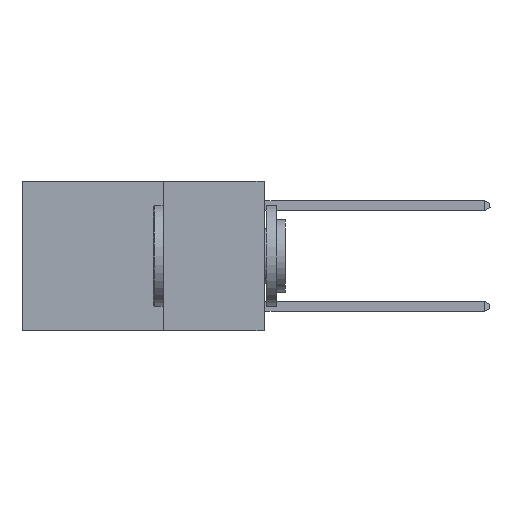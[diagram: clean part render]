
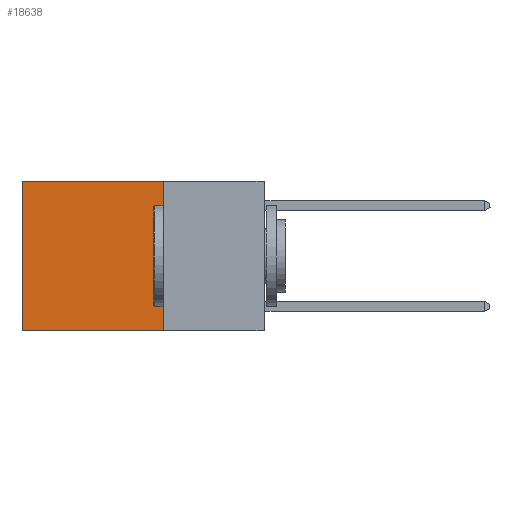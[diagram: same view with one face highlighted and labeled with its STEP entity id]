
A CAD part, left-side view. The second image highlights one B-rep face of the part: STEP entity #18638.
In plain terms, the highlighted planar face has unit normal (-1, 0, 0).
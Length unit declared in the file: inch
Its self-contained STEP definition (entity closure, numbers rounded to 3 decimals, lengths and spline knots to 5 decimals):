
#597 = EDGE_CURVE ( 'NONE', #17443, #9061, #8181, .T. ) ;
#756 = DIRECTION ( 'NONE',  ( 0., 0., -1. ) ) ;
#1152 = VERTEX_POINT ( 'NONE', #17049 ) ;
#1947 = VERTEX_POINT ( 'NONE', #6061 ) ;
#2398 = VECTOR ( 'NONE', #17277, 39.37008 ) ;
#2598 = LINE ( 'NONE', #5000, #3741 ) ;
#3741 = VECTOR ( 'NONE', #756, 39.37008 ) ;
#3767 = CARTESIAN_POINT ( 'NONE',  ( 0.2625, 0.25, 0. ) ) ;
#5000 = CARTESIAN_POINT ( 'NONE',  ( 0.2625, 0.6, 0. ) ) ;
#6056 = DIRECTION ( 'NONE',  ( 0., 0., -1. ) ) ;
#6061 = CARTESIAN_POINT ( 'NONE',  ( 0.2625, 0.6, 0. ) ) ;
#6379 = CARTESIAN_POINT ( 'NONE',  ( 0.2625, 0.25, 0. ) ) ;
#6600 = EDGE_CURVE ( 'NONE', #17443, #1947, #22191, .T. ) ;
#8181 = LINE ( 'NONE', #3767, #13864 ) ;
#8655 = LINE ( 'NONE', #10648, #2398 ) ;
#9061 = VERTEX_POINT ( 'NONE', #10643 ) ;
#10414 = EDGE_CURVE ( 'NONE', #9061, #1152, #8655, .T. ) ;
#10643 = CARTESIAN_POINT ( 'NONE',  ( 0.2625, 0.25, -0.37 ) ) ;
#10648 = CARTESIAN_POINT ( 'NONE',  ( 0.2625, 0.25, -0.37 ) ) ;
#11144 = CARTESIAN_POINT ( 'NONE',  ( 0.2625, 0.25, 0. ) ) ;
#13853 = CARTESIAN_POINT ( 'NONE',  ( 0.2625, 0.25, 0. ) ) ;
#13864 = VECTOR ( 'NONE', #6056, 39.37008 ) ;
#17049 = CARTESIAN_POINT ( 'NONE',  ( 0.2625, 0.6, -0.37 ) ) ;
#17277 = DIRECTION ( 'NONE',  ( 0., 1., 0. ) ) ;
#17443 = VERTEX_POINT ( 'NONE', #13853 ) ;
#17541 = PLANE ( 'NONE',  #25234 ) ;
#17676 = FACE_OUTER_BOUND ( 'NONE', #27909, .T. ) ;
#18259 = ORIENTED_EDGE ( 'NONE', *, *, #27474, .T. ) ;
#18638 = ADVANCED_FACE ( 'NONE', ( #17676 ), #17541, .F. ) ;
#20753 = ORIENTED_EDGE ( 'NONE', *, *, #597, .F. ) ;
#20871 = VECTOR ( 'NONE', #22056, 39.37008 ) ;
#21667 = DIRECTION ( 'NONE',  ( 1., 0., 0. ) ) ;
#21700 = ORIENTED_EDGE ( 'NONE', *, *, #10414, .F. ) ;
#22056 = DIRECTION ( 'NONE',  ( 0., 1., 0. ) ) ;
#22191 = LINE ( 'NONE', #11144, #20871 ) ;
#24101 = ORIENTED_EDGE ( 'NONE', *, *, #6600, .T. ) ;
#25234 = AXIS2_PLACEMENT_3D ( 'NONE', #6379, #21667, #26059 ) ;
#26059 = DIRECTION ( 'NONE',  ( 0., 0., -1. ) ) ;
#27474 = EDGE_CURVE ( 'NONE', #1947, #1152, #2598, .T. ) ;
#27909 = EDGE_LOOP ( 'NONE', ( #18259, #21700, #20753, #24101 ) ) ;
